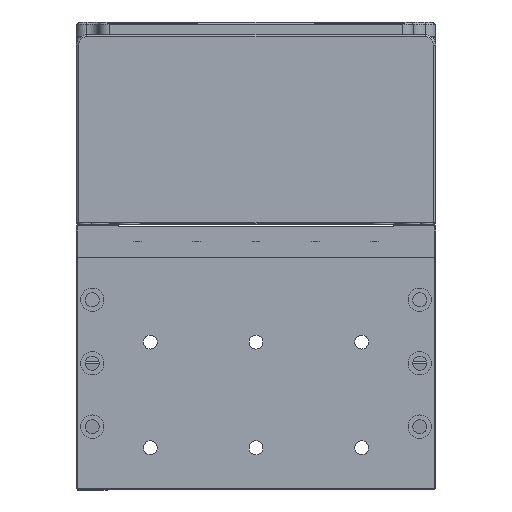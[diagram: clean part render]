
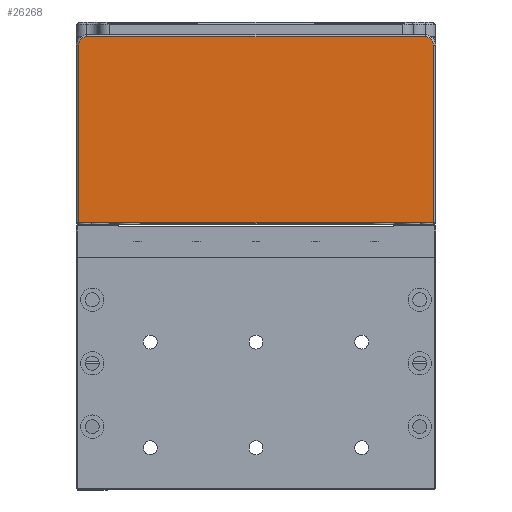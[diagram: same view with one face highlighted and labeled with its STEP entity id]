
A CAD part, front view. The second image highlights one B-rep face of the part: STEP entity #26268.
In plain terms, the highlighted planar face has unit normal (0, -1, 0).
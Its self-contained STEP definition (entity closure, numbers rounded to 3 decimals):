
#4 = FACE_OUTER_BOUND ( 'NONE', #25900, .T. ) ;
#25 = DIRECTION ( 'NONE',  ( 0., 0., 1. ) ) ;
#423 = CARTESIAN_POINT ( 'NONE',  ( 1., 5., -96. ) ) ;
#746 = AXIS2_PLACEMENT_3D ( 'NONE', #21518, #28422, #5064 ) ;
#1166 = LINE ( 'NONE', #27539, #5130 ) ;
#2319 = VERTEX_POINT ( 'NONE', #10871 ) ;
#2414 = CARTESIAN_POINT ( 'NONE',  ( 165., 5., -7. ) ) ;
#3073 = VECTOR ( 'NONE', #23147, 1000. ) ;
#3395 = DIRECTION ( 'NONE',  ( 1., 0., 0. ) ) ;
#4398 = ORIENTED_EDGE ( 'NONE', *, *, #23636, .T. ) ;
#4685 = CIRCLE ( 'NONE', #28463, 4. ) ;
#4969 = PLANE ( 'NONE',  #746 ) ;
#5064 = DIRECTION ( 'NONE',  ( 1., 0., 0. ) ) ;
#5124 = EDGE_CURVE ( 'NONE', #2319, #18951, #25507, .T. ) ;
#5130 = VECTOR ( 'NONE', #25, 1000. ) ;
#5618 = ORIENTED_EDGE ( 'NONE', *, *, #22862, .T. ) ;
#6588 = CARTESIAN_POINT ( 'NONE',  ( 5., 5., -7. ) ) ;
#8336 = EDGE_CURVE ( 'NONE', #18951, #8624, #25327, .T. ) ;
#8624 = VERTEX_POINT ( 'NONE', #9261 ) ;
#9127 = CARTESIAN_POINT ( 'NONE',  ( 1., 5., -95. ) ) ;
#9261 = CARTESIAN_POINT ( 'NONE',  ( 169., 5., -95. ) ) ;
#9795 = ORIENTED_EDGE ( 'NONE', *, *, #5124, .T. ) ;
#10455 = DIRECTION ( 'NONE',  ( 1., 0., 0. ) ) ;
#10871 = CARTESIAN_POINT ( 'NONE',  ( 1., 5., -11. ) ) ;
#11306 = CARTESIAN_POINT ( 'NONE',  ( 169., 5., -11. ) ) ;
#12249 = CARTESIAN_POINT ( 'NONE',  ( 165., 5., -11. ) ) ;
#14112 = CIRCLE ( 'NONE', #18311, 4. ) ;
#14392 = CARTESIAN_POINT ( 'NONE',  ( 5., 5., -7. ) ) ;
#14988 = CARTESIAN_POINT ( 'NONE',  ( 170., 5., -95. ) ) ;
#16866 = DIRECTION ( 'NONE',  ( 1., 0., 0. ) ) ;
#18311 = AXIS2_PLACEMENT_3D ( 'NONE', #23344, #28445, #16866 ) ;
#18830 = ORIENTED_EDGE ( 'NONE', *, *, #8336, .T. ) ;
#18942 = VERTEX_POINT ( 'NONE', #11306 ) ;
#18951 = VERTEX_POINT ( 'NONE', #9127 ) ;
#21231 = ORIENTED_EDGE ( 'NONE', *, *, #25961, .T. ) ;
#21518 = CARTESIAN_POINT ( 'NONE',  ( 85., 5., -96. ) ) ;
#22118 = DIRECTION ( 'NONE',  ( -1., 0., 0. ) ) ;
#22862 = EDGE_CURVE ( 'NONE', #23315, #28633, #23980, .T. ) ;
#23147 = DIRECTION ( 'NONE',  ( 0., 0., -1. ) ) ;
#23315 = VERTEX_POINT ( 'NONE', #2414 ) ;
#23344 = CARTESIAN_POINT ( 'NONE',  ( 5., 5., -11. ) ) ;
#23636 = EDGE_CURVE ( 'NONE', #8624, #18942, #1166, .T. ) ;
#23980 = LINE ( 'NONE', #6588, #25839 ) ;
#25327 = LINE ( 'NONE', #14988, #27862 ) ;
#25507 = LINE ( 'NONE', #423, #3073 ) ;
#25839 = VECTOR ( 'NONE', #22118, 1000. ) ;
#25900 = EDGE_LOOP ( 'NONE', ( #9795, #18830, #4398, #26081, #5618, #21231 ) ) ;
#25961 = EDGE_CURVE ( 'NONE', #28633, #2319, #14112, .T. ) ;
#26081 = ORIENTED_EDGE ( 'NONE', *, *, #26868, .T. ) ;
#26268 = ADVANCED_FACE ( 'NONE', ( #4 ), #4969, .T. ) ;
#26868 = EDGE_CURVE ( 'NONE', #18942, #23315, #4685, .T. ) ;
#27539 = CARTESIAN_POINT ( 'NONE',  ( 169., 5., -11. ) ) ;
#27862 = VECTOR ( 'NONE', #10455, 1000. ) ;
#28422 = DIRECTION ( 'NONE',  ( 0., -1., 0. ) ) ;
#28445 = DIRECTION ( 'NONE',  ( 0., -1., 0. ) ) ;
#28463 = AXIS2_PLACEMENT_3D ( 'NONE', #12249, #28483, #3395 ) ;
#28483 = DIRECTION ( 'NONE',  ( 0., -1., 0. ) ) ;
#28633 = VERTEX_POINT ( 'NONE', #14392 ) ;
